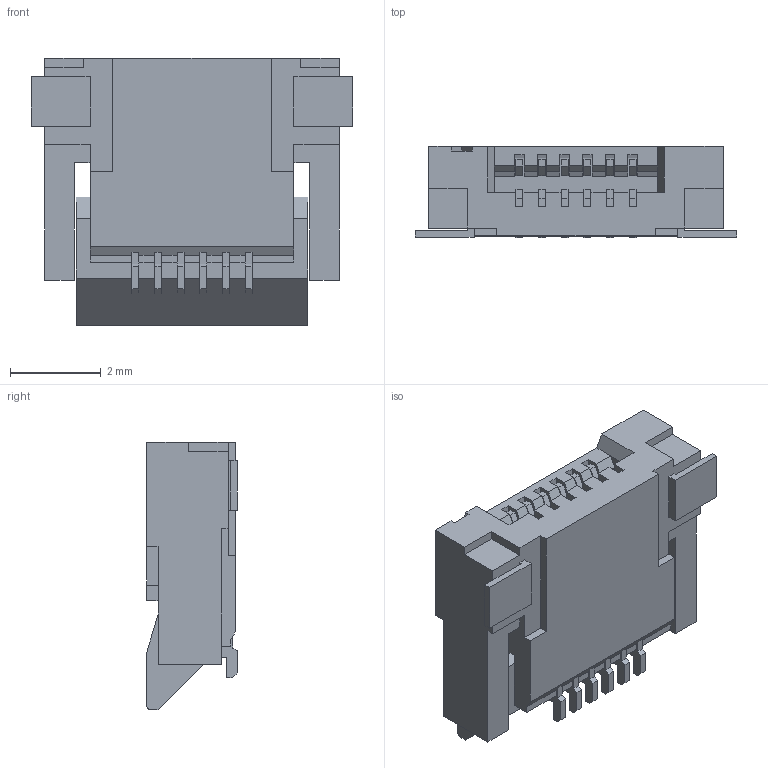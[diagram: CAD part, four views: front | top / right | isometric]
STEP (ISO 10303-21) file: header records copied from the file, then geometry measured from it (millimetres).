
FILE_DESCRIPTION(/* description */ (''),/* implementation_level */ '2;1');
FILE_NAME(/* name */ 'XF2M-0615-1A fpc connector.step',/* time_stamp */ '2018-10-13T18:50:06+01:00',/* author */ ('eric.n.tech'),/* organization */ (''),/* preprocessor_version */ 'ST-DEVELOPER v17.2',/* originating_system */ 'Autodesk Translation Framework v7.6.0.251',/* authorisation */ '');
FILE_SCHEMA (('AUTOMOTIVE_DESIGN { 1 0 10303 214 3 1 1 }'));
Length unit declared in the file: millimetre
Products named in the file (3): XF2M-0615-1A fpc connector; Component1; Component2
Assembly tree (2 placements, depth 2):
  XF2M-0615-1A fpc connector
    Component1
    Component2
Bounding box: 7.1 x 2 x 5.9 mm (x, y, z)
Volume: 53.3 mm3; surface area: 197.7 mm2
Topology: 1 solids, 1 shells, 299 faces, 865 edges, 576 vertices
Faces by surface type: plane 298, cylinder 1
Entity records: 9800 total; most frequent: CARTESIAN_POINT 1745, ORIENTED_EDGE 1730, DIRECTION 1475, EDGE_CURVE 865, LINE 863, VECTOR 863, VERTEX_POINT 576, EDGE_LOOP 307
